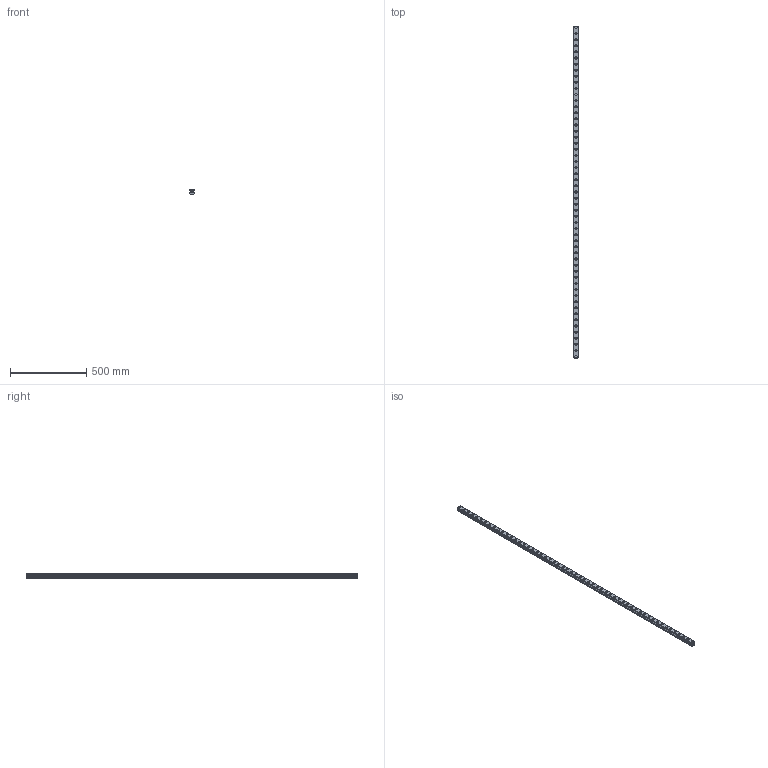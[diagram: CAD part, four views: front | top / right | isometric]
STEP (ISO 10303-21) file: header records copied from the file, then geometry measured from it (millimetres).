
FILE_DESCRIPTION(('STEP AP214'),'1');
FILE_NAME('cctmp_E519F0CA-04BD-4D62-9AC5-870E15944942_2021_03_11_11_43_13_0695..stp','2021-03-11T10:43:13',('HIWIN GmbH'),('CADClick - www.CADClick.com'),'Spatial InterOp 3D',' ','unknown authorization');
FILE_SCHEMA(('AUTOMOTIVE_DESIGN'));
Length unit declared in the file: millimetre
Products named in the file (1): RGR30R2180H_FILE
Bounding box: 28 x 2180 x 28 mm (x, y, z)
Volume: 1249683.2 mm3; surface area: 324236.7 mm2
Topology: 1 solids, 1 shells, 610 faces, 1317 edges, 878 vertices
Faces by surface type: cylinder 348, plane 262
Entity records: 21801 total; most frequent: DIRECTION 3235, CARTESIAN_POINT 2806, ORIENTED_EDGE 2634, EDGE_CURVE 1317, AXIS2_PLACEMENT_3D 1307, VERTEX_POINT 878, EDGE_LOOP 779, CIRCLE 696
